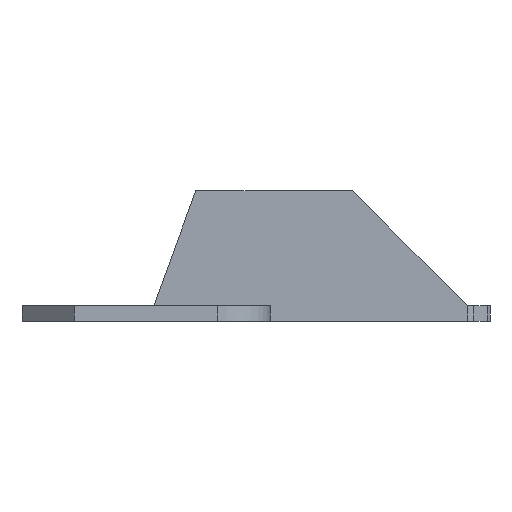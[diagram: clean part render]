
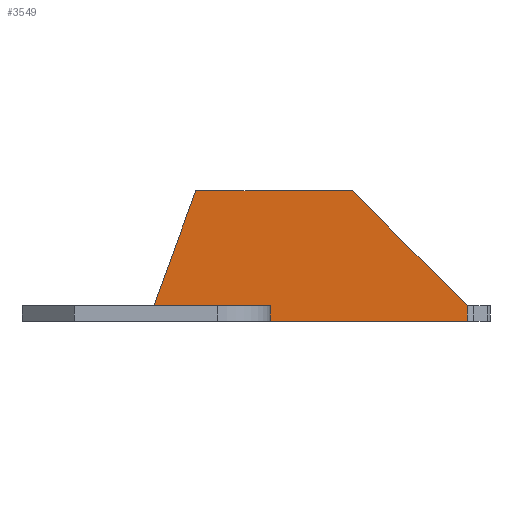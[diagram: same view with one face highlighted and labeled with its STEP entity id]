
A CAD part, left-side view. The second image highlights one B-rep face of the part: STEP entity #3549.
In plain terms, the highlighted planar face has unit normal (-1, 0, 0).
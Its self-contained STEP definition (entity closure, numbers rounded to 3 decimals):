
#31 = ORIENTED_EDGE ( 'NONE', *, *, #3522, .T. ) ;
#74 = CARTESIAN_POINT ( 'NONE',  ( -7.028, -65.436, 0. ) ) ;
#88 = CARTESIAN_POINT ( 'NONE',  ( -7.028, -13.436, 25. ) ) ;
#172 = AXIS2_PLACEMENT_3D ( 'NONE', #2265, #4539, #3764 ) ;
#254 = VERTEX_POINT ( 'NONE', #1009 ) ;
#371 = DIRECTION ( 'NONE',  ( 0., -1., 0. ) ) ;
#605 = EDGE_CURVE ( 'NONE', #4424, #254, #2623, .T. ) ;
#674 = CARTESIAN_POINT ( 'NONE',  ( -7.028, -27.664, 3. ) ) ;
#762 = LINE ( 'NONE', #4482, #3828 ) ;
#786 = CARTESIAN_POINT ( 'NONE',  ( -7.028, -27.664, 3. ) ) ;
#976 = LINE ( 'NONE', #4626, #2867 ) ;
#1009 = CARTESIAN_POINT ( 'NONE',  ( -7.028, -5.428, 3. ) ) ;
#1076 = EDGE_CURVE ( 'NONE', #254, #2912, #762, .T. ) ;
#1120 = CARTESIAN_POINT ( 'NONE',  ( -7.028, -43.436, 25. ) ) ;
#1173 = EDGE_CURVE ( 'NONE', #2912, #4433, #2207, .T. ) ;
#1182 = ORIENTED_EDGE ( 'NONE', *, *, #4312, .T. ) ;
#1438 = LINE ( 'NONE', #1120, #2837 ) ;
#1449 = LINE ( 'NONE', #74, #3945 ) ;
#1495 = FACE_OUTER_BOUND ( 'NONE', #2666, .T. ) ;
#1665 = VECTOR ( 'NONE', #371, 1000. ) ;
#1678 = ORIENTED_EDGE ( 'NONE', *, *, #605, .T. ) ;
#1715 = CARTESIAN_POINT ( 'NONE',  ( -7.028, -43.436, 25. ) ) ;
#1812 = VECTOR ( 'NONE', #1936, 1000. ) ;
#1912 = DIRECTION ( 'NONE',  ( 0., 1., 0. ) ) ;
#1936 = DIRECTION ( 'NONE',  ( 0., 0.342, -0.94 ) ) ;
#2157 = CARTESIAN_POINT ( 'NONE',  ( -7.028, -65.436, 3. ) ) ;
#2162 = VERTEX_POINT ( 'NONE', #1715 ) ;
#2174 = VERTEX_POINT ( 'NONE', #2157 ) ;
#2207 = LINE ( 'NONE', #786, #2336 ) ;
#2241 = CARTESIAN_POINT ( 'NONE',  ( -7.028, -27.664, 0. ) ) ;
#2265 = CARTESIAN_POINT ( 'NONE',  ( -7.028, 0., 0. ) ) ;
#2286 = DIRECTION ( 'NONE',  ( 0., 0., -1. ) ) ;
#2336 = VECTOR ( 'NONE', #2286, 1000. ) ;
#2381 = CARTESIAN_POINT ( 'NONE',  ( -7.028, -13.436, 25. ) ) ;
#2604 = LINE ( 'NONE', #2241, #1665 ) ;
#2623 = LINE ( 'NONE', #88, #1812 ) ;
#2632 = DIRECTION ( 'NONE',  ( 0., -1., 0. ) ) ;
#2666 = EDGE_LOOP ( 'NONE', ( #2892, #3760, #31, #3631, #3311, #1182, #1678 ) ) ;
#2827 = EDGE_CURVE ( 'NONE', #2174, #2162, #976, .T. ) ;
#2837 = VECTOR ( 'NONE', #1912, 1000. ) ;
#2867 = VECTOR ( 'NONE', #3603, 1000. ) ;
#2892 = ORIENTED_EDGE ( 'NONE', *, *, #1076, .T. ) ;
#2912 = VERTEX_POINT ( 'NONE', #674 ) ;
#3267 = CARTESIAN_POINT ( 'NONE',  ( -7.028, -65.436, 0. ) ) ;
#3311 = ORIENTED_EDGE ( 'NONE', *, *, #2827, .T. ) ;
#3364 = DIRECTION ( 'NONE',  ( 0., 0., 1. ) ) ;
#3522 = EDGE_CURVE ( 'NONE', #4433, #3774, #2604, .T. ) ;
#3549 = ADVANCED_FACE ( 'NONE', ( #1495 ), #4142, .F. ) ;
#3603 = DIRECTION ( 'NONE',  ( 0., 0.707, 0.707 ) ) ;
#3631 = ORIENTED_EDGE ( 'NONE', *, *, #4683, .T. ) ;
#3760 = ORIENTED_EDGE ( 'NONE', *, *, #1173, .T. ) ;
#3764 = DIRECTION ( 'NONE',  ( 0., 0., -1. ) ) ;
#3774 = VERTEX_POINT ( 'NONE', #3267 ) ;
#3828 = VECTOR ( 'NONE', #2632, 1000. ) ;
#3945 = VECTOR ( 'NONE', #3364, 1000. ) ;
#4142 = PLANE ( 'NONE',  #172 ) ;
#4312 = EDGE_CURVE ( 'NONE', #2162, #4424, #1438, .T. ) ;
#4424 = VERTEX_POINT ( 'NONE', #2381 ) ;
#4433 = VERTEX_POINT ( 'NONE', #4576 ) ;
#4482 = CARTESIAN_POINT ( 'NONE',  ( -7.028, -5.428, 3. ) ) ;
#4539 = DIRECTION ( 'NONE',  ( 1., 0., 0. ) ) ;
#4576 = CARTESIAN_POINT ( 'NONE',  ( -7.028, -27.664, 0. ) ) ;
#4626 = CARTESIAN_POINT ( 'NONE',  ( -7.028, -65.436, 3. ) ) ;
#4683 = EDGE_CURVE ( 'NONE', #3774, #2174, #1449, .T. ) ;
